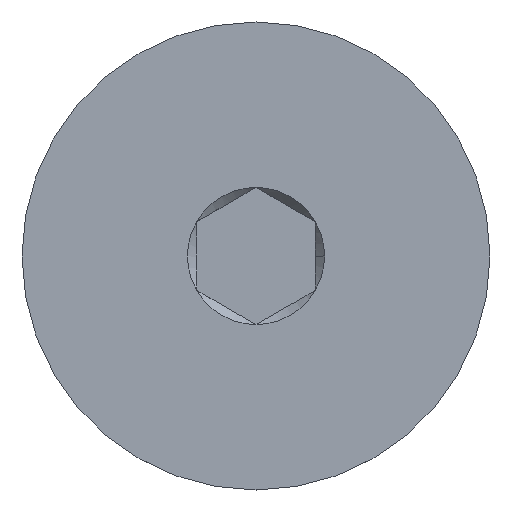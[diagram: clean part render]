
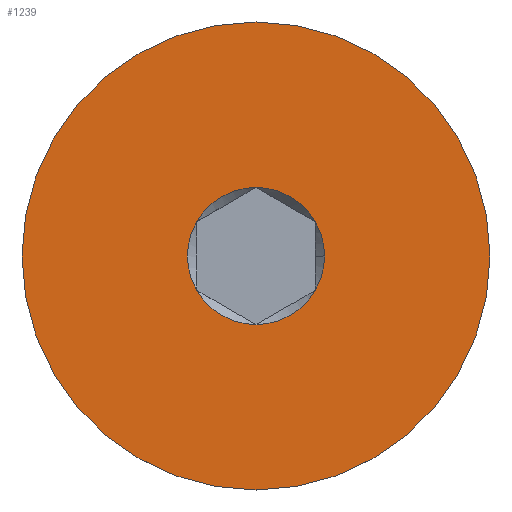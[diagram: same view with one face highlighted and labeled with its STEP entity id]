
A CAD part, top view. The second image highlights one B-rep face of the part: STEP entity #1239.
In plain terms, the highlighted planar face has unit normal (0, 0, 1).
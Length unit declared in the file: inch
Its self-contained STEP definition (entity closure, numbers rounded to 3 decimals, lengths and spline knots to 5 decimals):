
#5 = AXIS2_PLACEMENT_3D ( 'NONE', #1301, #392, #2046 ) ;
#33 = CIRCLE ( 'NONE', #2281, 0.02887 ) ;
#38 = CIRCLE ( 'NONE', #3008, 0.02887 ) ;
#74 = ORIENTED_EDGE ( 'NONE', *, *, #2534, .F. ) ;
#103 = VERTEX_POINT ( 'NONE', #2119 ) ;
#168 = CARTESIAN_POINT ( 'NONE',  ( 0., 0., 0.125 ) ) ;
#207 = CARTESIAN_POINT ( 'NONE',  ( -0.025, -0.01443, 0.125 ) ) ;
#220 = DIRECTION ( 'NONE',  ( 0., 0., -1. ) ) ;
#250 = FACE_BOUND ( 'NONE', #441, .T. ) ;
#315 = CIRCLE ( 'NONE', #836, 0.02887 ) ;
#317 = CARTESIAN_POINT ( 'NONE',  ( 0., 0., 0.125 ) ) ;
#322 = VERTEX_POINT ( 'NONE', #2806 ) ;
#392 = DIRECTION ( 'NONE',  ( 0., 0., 1. ) ) ;
#441 = EDGE_LOOP ( 'NONE', ( #1387, #581, #1364, #1208, #1598, #2538, #74 ) ) ;
#581 = ORIENTED_EDGE ( 'NONE', *, *, #2217, .F. ) ;
#658 = DIRECTION ( 'NONE',  ( 1., 0., 0. ) ) ;
#670 = EDGE_CURVE ( 'NONE', #2595, #2703, #2722, .T. ) ;
#686 = CIRCLE ( 'NONE', #2530, 0.0985 ) ;
#708 = DIRECTION ( 'NONE',  ( 0., -1., 0. ) ) ;
#720 = CARTESIAN_POINT ( 'NONE',  ( 0., 0.0985, 0.125 ) ) ;
#789 = CARTESIAN_POINT ( 'NONE',  ( 0., 0., 0.125 ) ) ;
#836 = AXIS2_PLACEMENT_3D ( 'NONE', #789, #1006, #1970 ) ;
#849 = CIRCLE ( 'NONE', #5, 0.02887 ) ;
#852 = CARTESIAN_POINT ( 'NONE',  ( 0., 0., 0.125 ) ) ;
#917 = CARTESIAN_POINT ( 'NONE',  ( 0., 0., 0.125 ) ) ;
#979 = DIRECTION ( 'NONE',  ( 0., 0., 1. ) ) ;
#999 = AXIS2_PLACEMENT_3D ( 'NONE', #168, #1127, #658 ) ;
#1006 = DIRECTION ( 'NONE',  ( 0., 0., 1. ) ) ;
#1069 = CARTESIAN_POINT ( 'NONE',  ( -0.025, 0.01443, 0.125 ) ) ;
#1086 = DIRECTION ( 'NONE',  ( 1., 0., 0. ) ) ;
#1127 = DIRECTION ( 'NONE',  ( 0., 0., 1. ) ) ;
#1147 = CIRCLE ( 'NONE', #999, 0.02887 ) ;
#1155 = CARTESIAN_POINT ( 'NONE',  ( 0., 0., 0.125 ) ) ;
#1166 = AXIS2_PLACEMENT_3D ( 'NONE', #1204, #220, #2160 ) ;
#1204 = CARTESIAN_POINT ( 'NONE',  ( 0., 0., 0.125 ) ) ;
#1208 = ORIENTED_EDGE ( 'NONE', *, *, #1531, .F. ) ;
#1239 = ADVANCED_FACE ( 'NONE', ( #250, #1370 ), #2146, .T. ) ;
#1252 = ORIENTED_EDGE ( 'NONE', *, *, #3054, .F. ) ;
#1271 = VERTEX_POINT ( 'NONE', #2389 ) ;
#1284 = ORIENTED_EDGE ( 'NONE', *, *, #670, .F. ) ;
#1301 = CARTESIAN_POINT ( 'NONE',  ( 0., 0., 0.125 ) ) ;
#1364 = ORIENTED_EDGE ( 'NONE', *, *, #1631, .F. ) ;
#1370 = FACE_OUTER_BOUND ( 'NONE', #2006, .T. ) ;
#1387 = ORIENTED_EDGE ( 'NONE', *, *, #3028, .F. ) ;
#1437 = CIRCLE ( 'NONE', #2061, 0.02887 ) ;
#1449 = CARTESIAN_POINT ( 'NONE',  ( 0., 0., 0.125 ) ) ;
#1531 = EDGE_CURVE ( 'NONE', #322, #103, #38, .T. ) ;
#1583 = DIRECTION ( 'NONE',  ( 1., 0., 0. ) ) ;
#1598 = ORIENTED_EDGE ( 'NONE', *, *, #2284, .F. ) ;
#1631 = EDGE_CURVE ( 'NONE', #103, #1271, #1147, .T. ) ;
#1742 = VERTEX_POINT ( 'NONE', #1069 ) ;
#1970 = DIRECTION ( 'NONE',  ( 1., 0., 0. ) ) ;
#2006 = EDGE_LOOP ( 'NONE', ( #1284, #1252 ) ) ;
#2026 = DIRECTION ( 'NONE',  ( 0., 0., -1. ) ) ;
#2039 = CARTESIAN_POINT ( 'NONE',  ( 0., 0.02887, 0.125 ) ) ;
#2046 = DIRECTION ( 'NONE',  ( 1., 0., 0. ) ) ;
#2061 = AXIS2_PLACEMENT_3D ( 'NONE', #317, #2477, #2464 ) ;
#2116 = CIRCLE ( 'NONE', #2589, 0.02887 ) ;
#2119 = CARTESIAN_POINT ( 'NONE',  ( 0.025, -0.01443, 0.125 ) ) ;
#2146 = PLANE ( 'NONE',  #2848 ) ;
#2160 = DIRECTION ( 'NONE',  ( 0., 1., 0. ) ) ;
#2217 = EDGE_CURVE ( 'NONE', #1271, #3128, #33, .T. ) ;
#2281 = AXIS2_PLACEMENT_3D ( 'NONE', #1449, #979, #2912 ) ;
#2283 = DIRECTION ( 'NONE',  ( 0., 1., 0. ) ) ;
#2284 = EDGE_CURVE ( 'NONE', #2994, #322, #1437, .T. ) ;
#2389 = CARTESIAN_POINT ( 'NONE',  ( 0.02887, 0., 0.125 ) ) ;
#2464 = DIRECTION ( 'NONE',  ( 1., 0., 0. ) ) ;
#2477 = DIRECTION ( 'NONE',  ( 0., 0., 1. ) ) ;
#2518 = DIRECTION ( 'NONE',  ( 0., 0., 1. ) ) ;
#2530 = AXIS2_PLACEMENT_3D ( 'NONE', #1155, #2026, #2283 ) ;
#2534 = EDGE_CURVE ( 'NONE', #3055, #1742, #849, .T. ) ;
#2538 = ORIENTED_EDGE ( 'NONE', *, *, #2863, .F. ) ;
#2589 = AXIS2_PLACEMENT_3D ( 'NONE', #3079, #2597, #1583 ) ;
#2595 = VERTEX_POINT ( 'NONE', #720 ) ;
#2597 = DIRECTION ( 'NONE',  ( 0., 0., 1. ) ) ;
#2703 = VERTEX_POINT ( 'NONE', #3132 ) ;
#2722 = CIRCLE ( 'NONE', #1166, 0.0985 ) ;
#2770 = CARTESIAN_POINT ( 'NONE',  ( 0.025, 0.01443, 0.125 ) ) ;
#2806 = CARTESIAN_POINT ( 'NONE',  ( 0., -0.02887, 0.125 ) ) ;
#2848 = AXIS2_PLACEMENT_3D ( 'NONE', #917, #3087, #708 ) ;
#2863 = EDGE_CURVE ( 'NONE', #1742, #2994, #315, .T. ) ;
#2912 = DIRECTION ( 'NONE',  ( 1., 0., 0. ) ) ;
#2994 = VERTEX_POINT ( 'NONE', #207 ) ;
#3008 = AXIS2_PLACEMENT_3D ( 'NONE', #852, #2518, #1086 ) ;
#3028 = EDGE_CURVE ( 'NONE', #3128, #3055, #2116, .T. ) ;
#3054 = EDGE_CURVE ( 'NONE', #2703, #2595, #686, .T. ) ;
#3055 = VERTEX_POINT ( 'NONE', #2039 ) ;
#3079 = CARTESIAN_POINT ( 'NONE',  ( 0., 0., 0.125 ) ) ;
#3087 = DIRECTION ( 'NONE',  ( 0., 0., 1. ) ) ;
#3128 = VERTEX_POINT ( 'NONE', #2770 ) ;
#3132 = CARTESIAN_POINT ( 'NONE',  ( 0., -0.0985, 0.125 ) ) ;
